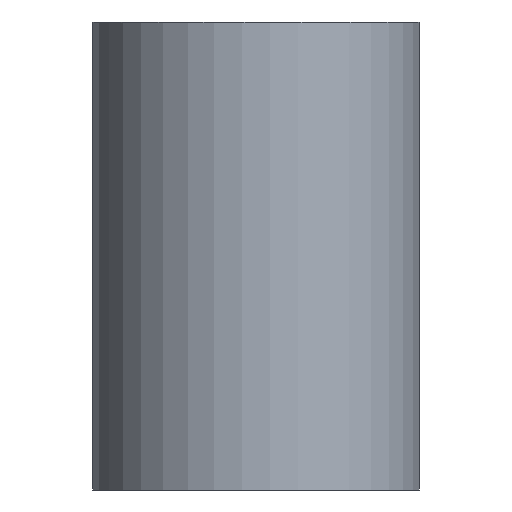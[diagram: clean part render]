
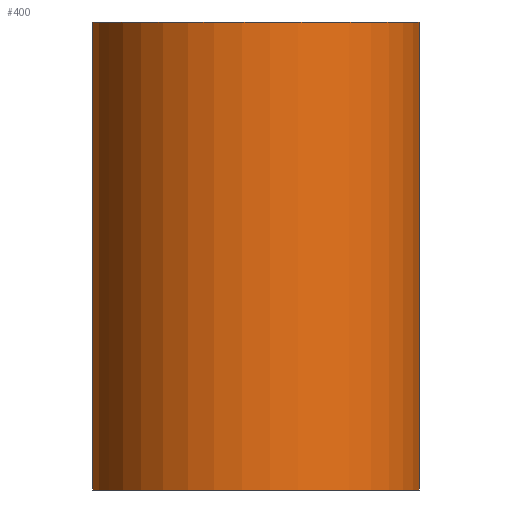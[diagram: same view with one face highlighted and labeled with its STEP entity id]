
A CAD part, left-side view. The second image highlights one B-rep face of the part: STEP entity #400.
In plain terms, the highlighted cylindrical face has radius 4.445 mm (diameter 8.89 mm), a partial arc.
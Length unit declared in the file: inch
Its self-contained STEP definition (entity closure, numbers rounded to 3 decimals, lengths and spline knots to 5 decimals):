
#14=CARTESIAN_POINT('',(0.,0.,0.));
#15=DIRECTION('',(0.,0.,1.));
#16=DIRECTION('',(0.55,0.835,0.));
#17=AXIS2_PLACEMENT_3D('',#14,#15,#16);
#71=CARTESIAN_POINT('',(0.,0.,0.5));
#72=DIRECTION('',(0.,0.,1.));
#73=DIRECTION('',(0.55,0.835,0.));
#74=AXIS2_PLACEMENT_3D('',#71,#72,#73);
#113=DIRECTION('',(0.,0.,1.));
#114=VECTOR('',#113,0.5);
#115=CARTESIAN_POINT('',(0.0962,0.14619,0.));
#116=LINE('',#115,#114);
#125=DIRECTION('',(0.,0.,1.));
#126=VECTOR('',#125,0.5);
#127=CARTESIAN_POINT('',(0.09633,-0.1461,0.));
#128=LINE('',#127,#126);
#199=CARTESIAN_POINT('',(0.0962,0.14619,0.));
#200=CARTESIAN_POINT('',(0.09633,-0.1461,0.));
#201=VERTEX_POINT('',#199);
#202=VERTEX_POINT('',#200);
#211=CARTESIAN_POINT('',(0.0962,0.14619,0.5));
#212=CARTESIAN_POINT('',(0.09633,-0.1461,0.5));
#213=VERTEX_POINT('',#211);
#214=VERTEX_POINT('',#212);
#387=CARTESIAN_POINT('',(0.,0.,0.));
#388=DIRECTION('',(0.,0.,1.));
#389=DIRECTION('',(0.,-1.,0.));
#390=AXIS2_PLACEMENT_3D('',#387,#388,#389);
#391=CYLINDRICAL_SURFACE('',#390,0.175);
#392=ORIENTED_EDGE('',*,*,#274,.F.);
#394=ORIENTED_EDGE('',*,*,#393,.T.);
#395=ORIENTED_EDGE('',*,*,#365,.T.);
#397=ORIENTED_EDGE('',*,*,#396,.F.);
#398=EDGE_LOOP('',(#392,#394,#395,#397));
#399=FACE_OUTER_BOUND('',#398,.F.);
#400=ADVANCED_FACE('',(#399),#391,.T.);
#18=CIRCLE('',#17,0.175);
#75=CIRCLE('',#74,0.175);
#274=EDGE_CURVE('',#201,#202,#18,.T.);
#365=EDGE_CURVE('',#213,#214,#75,.T.);
#393=EDGE_CURVE('',#201,#213,#116,.T.);
#396=EDGE_CURVE('',#202,#214,#128,.T.);
